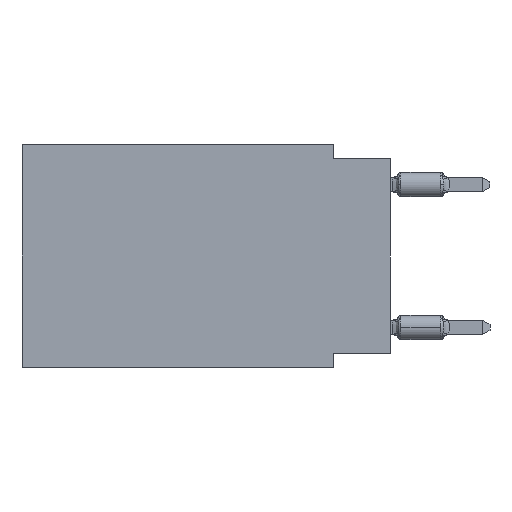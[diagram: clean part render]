
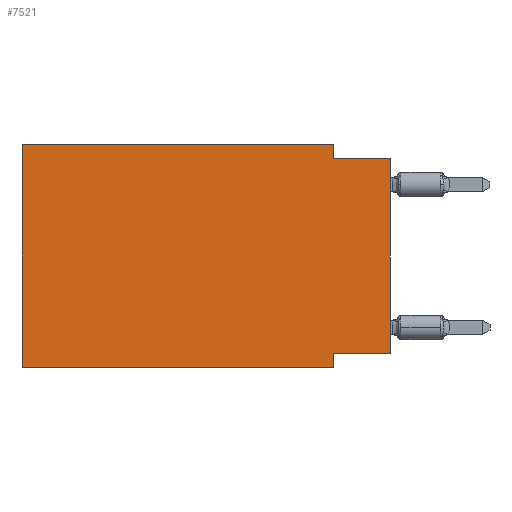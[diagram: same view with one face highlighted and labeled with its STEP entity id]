
A CAD part, left-side view. The second image highlights one B-rep face of the part: STEP entity #7521.
In plain terms, the highlighted planar face has unit normal (-1, 0, 0).
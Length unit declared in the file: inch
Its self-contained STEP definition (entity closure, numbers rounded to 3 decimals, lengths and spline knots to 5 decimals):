
#738 = VERTEX_POINT ( 'NONE', #13293 ) ;
#1016 = CARTESIAN_POINT ( 'NONE',  ( 0., 0.645, 0. ) ) ;
#1952 = VERTEX_POINT ( 'NONE', #6836 ) ;
#2463 = LINE ( 'NONE', #8959, #21502 ) ;
#3012 = CARTESIAN_POINT ( 'NONE',  ( 0., 0.645, -0.39 ) ) ;
#3275 = FACE_OUTER_BOUND ( 'NONE', #20717, .T. ) ;
#3330 = DIRECTION ( 'NONE',  ( 0., 0., -1. ) ) ;
#3406 = EDGE_CURVE ( 'NONE', #1952, #11144, #26394, .T. ) ;
#4976 = DIRECTION ( 'NONE',  ( 0., 0., 1. ) ) ;
#5461 = CARTESIAN_POINT ( 'NONE',  ( 0., 0.1, -0.025 ) ) ;
#6836 = CARTESIAN_POINT ( 'NONE',  ( 0., 0.645, 0. ) ) ;
#7266 = VECTOR ( 'NONE', #23672, 39.37008 ) ;
#7349 = VERTEX_POINT ( 'NONE', #5461 ) ;
#7521 = ADVANCED_FACE ( 'NONE', ( #3275 ), #41856, .F. ) ;
#7553 = CARTESIAN_POINT ( 'NONE',  ( 0., 0., -0.365 ) ) ;
#7890 = VERTEX_POINT ( 'NONE', #7553 ) ;
#8361 = CARTESIAN_POINT ( 'NONE',  ( 0., 0., -0.365 ) ) ;
#8959 = CARTESIAN_POINT ( 'NONE',  ( 0., 0., -0.025 ) ) ;
#10053 = VECTOR ( 'NONE', #3330, 39.37008 ) ;
#10483 = CARTESIAN_POINT ( 'NONE',  ( 0., 0.645, 0. ) ) ;
#11144 = VERTEX_POINT ( 'NONE', #23646 ) ;
#11177 = ORIENTED_EDGE ( 'NONE', *, *, #37781, .T. ) ;
#11463 = CARTESIAN_POINT ( 'NONE',  ( 0., 0., 0. ) ) ;
#12855 = ORIENTED_EDGE ( 'NONE', *, *, #34209, .F. ) ;
#13293 = CARTESIAN_POINT ( 'NONE',  ( 0., 0.1, -0.39 ) ) ;
#14472 = CARTESIAN_POINT ( 'NONE',  ( 0., 0.645, -0.39 ) ) ;
#14601 = DIRECTION ( 'NONE',  ( 0., 0., 1. ) ) ;
#16319 = EDGE_CURVE ( 'NONE', #7890, #31079, #18222, .T. ) ;
#16414 = DIRECTION ( 'NONE',  ( 0., 0., -1. ) ) ;
#17125 = DIRECTION ( 'NONE',  ( 0., -1., 0. ) ) ;
#18222 = LINE ( 'NONE', #8361, #38460 ) ;
#18821 = VECTOR ( 'NONE', #17125, 39.37008 ) ;
#20455 = ORIENTED_EDGE ( 'NONE', *, *, #3406, .F. ) ;
#20717 = EDGE_LOOP ( 'NONE', ( #41407, #25057, #35583, #20455, #12855, #11177, #36118, #24817 ) ) ;
#21063 = CARTESIAN_POINT ( 'NONE',  ( 0., 0.1, 0. ) ) ;
#21502 = VECTOR ( 'NONE', #38859, 39.37008 ) ;
#22000 = EDGE_CURVE ( 'NONE', #7349, #22596, #2463, .T. ) ;
#22596 = VERTEX_POINT ( 'NONE', #27800 ) ;
#22653 = CARTESIAN_POINT ( 'NONE',  ( 0., 0.645, 0. ) ) ;
#22806 = VERTEX_POINT ( 'NONE', #3012 ) ;
#22929 = CARTESIAN_POINT ( 'NONE',  ( 0., 0.1, -0.39 ) ) ;
#23646 = CARTESIAN_POINT ( 'NONE',  ( 0., 0.1, 0. ) ) ;
#23672 = DIRECTION ( 'NONE',  ( 0., 0., -1. ) ) ;
#24330 = LINE ( 'NONE', #21063, #7266 ) ;
#24368 = LINE ( 'NONE', #14472, #33937 ) ;
#24817 = ORIENTED_EDGE ( 'NONE', *, *, #16319, .F. ) ;
#25046 = EDGE_CURVE ( 'NONE', #31079, #738, #36258, .T. ) ;
#25057 = ORIENTED_EDGE ( 'NONE', *, *, #22000, .F. ) ;
#26394 = LINE ( 'NONE', #10483, #18821 ) ;
#27800 = CARTESIAN_POINT ( 'NONE',  ( 0., 0., -0.025 ) ) ;
#29736 = VECTOR ( 'NONE', #14601, 39.37008 ) ;
#29958 = CARTESIAN_POINT ( 'NONE',  ( 0., 0.1, -0.365 ) ) ;
#31079 = VERTEX_POINT ( 'NONE', #29958 ) ;
#31930 = VECTOR ( 'NONE', #4976, 39.37008 ) ;
#33937 = VECTOR ( 'NONE', #40738, 39.37008 ) ;
#34209 = EDGE_CURVE ( 'NONE', #22806, #1952, #37416, .T. ) ;
#34480 = LINE ( 'NONE', #11463, #31930 ) ;
#35017 = DIRECTION ( 'NONE',  ( 0., 1., 0. ) ) ;
#35583 = ORIENTED_EDGE ( 'NONE', *, *, #39350, .F. ) ;
#35790 = DIRECTION ( 'NONE',  ( 1., 0., 0. ) ) ;
#35915 = AXIS2_PLACEMENT_3D ( 'NONE', #22653, #35790, #16414 ) ;
#36118 = ORIENTED_EDGE ( 'NONE', *, *, #25046, .F. ) ;
#36258 = LINE ( 'NONE', #22929, #10053 ) ;
#37416 = LINE ( 'NONE', #1016, #29736 ) ;
#37781 = EDGE_CURVE ( 'NONE', #22806, #738, #24368, .T. ) ;
#37908 = EDGE_CURVE ( 'NONE', #7890, #22596, #34480, .T. ) ;
#38460 = VECTOR ( 'NONE', #35017, 39.37008 ) ;
#38859 = DIRECTION ( 'NONE',  ( 0., -1., 0. ) ) ;
#39350 = EDGE_CURVE ( 'NONE', #11144, #7349, #24330, .T. ) ;
#40738 = DIRECTION ( 'NONE',  ( 0., -1., 0. ) ) ;
#41407 = ORIENTED_EDGE ( 'NONE', *, *, #37908, .T. ) ;
#41856 = PLANE ( 'NONE',  #35915 ) ;
